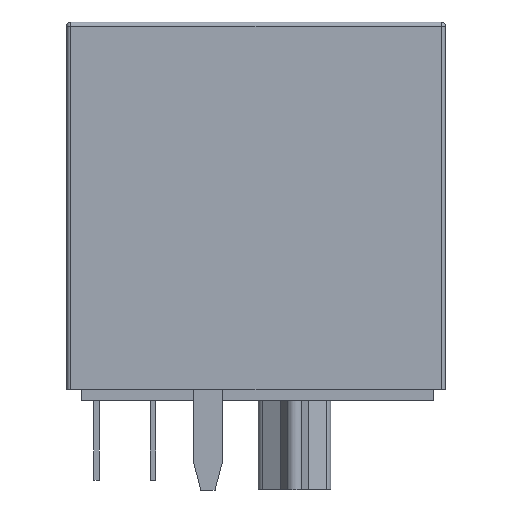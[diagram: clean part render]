
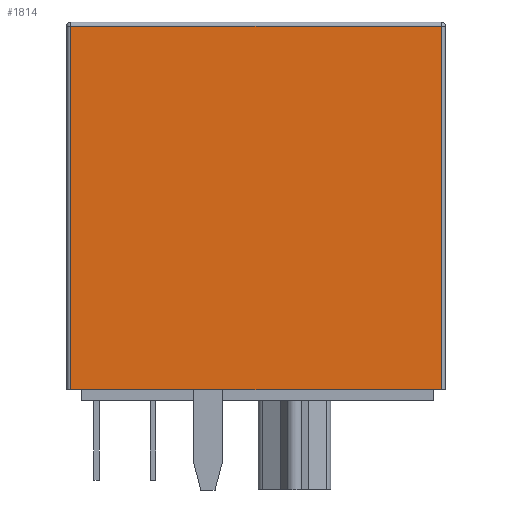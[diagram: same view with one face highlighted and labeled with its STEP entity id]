
A CAD part, left-side view. The second image highlights one B-rep face of the part: STEP entity #1814.
In plain terms, the highlighted planar face has unit normal (-1, 0, 0).
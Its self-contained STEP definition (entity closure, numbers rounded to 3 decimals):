
#160=CARTESIAN_POINT('',(-8.13,-14.2,16.82));
#161=VERTEX_POINT('',#160);
#219=CARTESIAN_POINT('',(-8.13,2.42,16.82));
#220=VERTEX_POINT('',#219);
#278=CARTESIAN_POINT('',(-8.13,2.42,16.82));
#279=DIRECTION('',(0.0,-1.0,0.0));
#280=VECTOR('',#279,16.62);
#281=LINE('',#278,#280);
#282=EDGE_CURVE('',#220,#161,#281,.T.);
#301=CARTESIAN_POINT('',(-8.13,2.42,0.5));
#302=VERTEX_POINT('',#301);
#310=CARTESIAN_POINT('',(-8.13,2.42,0.5));
#311=DIRECTION('',(0.0,0.0,1.0));
#312=VECTOR('',#311,16.32);
#313=LINE('',#310,#312);
#314=EDGE_CURVE('',#302,#220,#313,.T.);
#408=CARTESIAN_POINT('',(-8.13,-14.2,0.5));
#409=VERTEX_POINT('',#408);
#426=CARTESIAN_POINT('',(-8.13,-14.2,16.82));
#427=DIRECTION('',(0.0,0.0,-1.0));
#428=VECTOR('',#427,16.32);
#429=LINE('',#426,#428);
#430=EDGE_CURVE('',#161,#409,#429,.T.);
#1774=CARTESIAN_POINT('',(-8.13,-14.2,0.5));
#1775=DIRECTION('',(0.0,1.0,0.0));
#1776=VECTOR('',#1775,16.62);
#1777=LINE('',#1774,#1776);
#1778=EDGE_CURVE('',#409,#302,#1777,.T.);
#1803=CARTESIAN_POINT('',(-8.13,-5.89,8.335));
#1804=DIRECTION('',(1.0,0.0,0.0));
#1805=DIRECTION('',(0.0,0.0,1.0));
#1806=AXIS2_PLACEMENT_3D('',#1803,#1804,#1805);
#1807=PLANE('',#1806);
#1808=ORIENTED_EDGE('',*,*,#314,.F.);
#1809=ORIENTED_EDGE('',*,*,#1778,.F.);
#1810=ORIENTED_EDGE('',*,*,#430,.F.);
#1811=ORIENTED_EDGE('',*,*,#282,.F.);
#1812=EDGE_LOOP('',(#1808,#1809,#1810,#1811));
#1813=FACE_OUTER_BOUND('',#1812,.T.);
#1814=ADVANCED_FACE('',(#1813),#1807,.F.);
